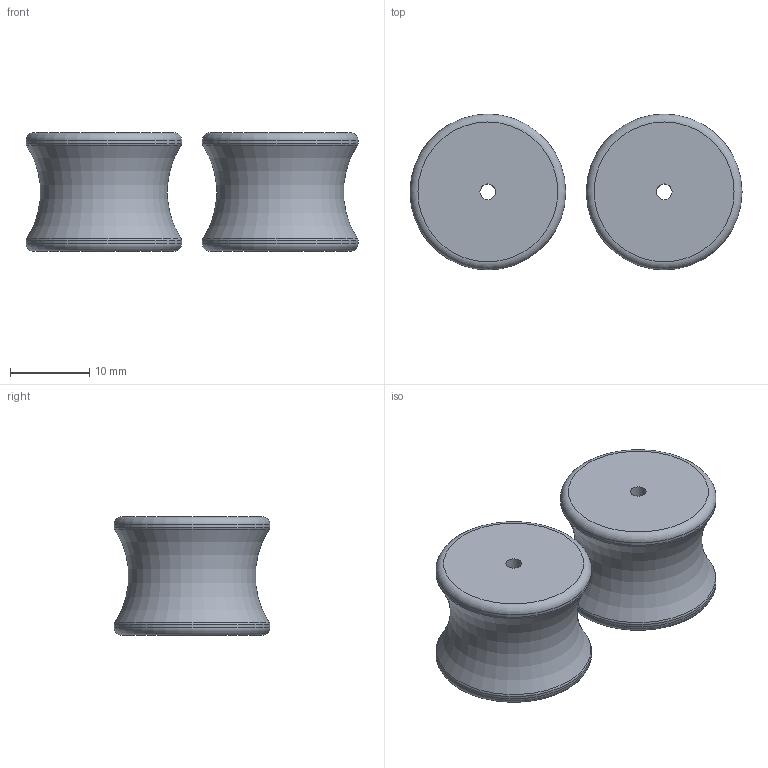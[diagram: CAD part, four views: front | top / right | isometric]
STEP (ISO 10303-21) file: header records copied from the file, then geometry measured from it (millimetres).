
FILE_DESCRIPTION(/* description */ (''),/* implementation_level */ '2;1');
FILE_NAME(/* name */ 'FTWFlywheels.step',/* time_stamp */ '2019-01-14T18:22:53-06:00',/* author */ (''),/* organization */ (''),/* preprocessor_version */ 'ST-DEVELOPER v17.2',/* originating_system */ 'Autodesk Translation Framework v7.6.0.251',/* authorisation */ '');
FILE_SCHEMA (('AUTOMOTIVE_DESIGN { 1 0 10303 214 3 1 1 }'));
Length unit declared in the file: millimetre
Products named in the file (1): FTWFlywheels
Bounding box: 41.94 x 19.67 x 15 mm (x, y, z)
Volume: 7260.9 mm3; surface area: 3031.4 mm2
Topology: 2 solids, 2 shells, 20 faces, 41 edges, 25 vertices
Faces by surface type: torus 10, cylinder 6, plane 4
Full cylindrical faces by diameter (mm): 2 x2, 19.67 x4
Entity records: 591 total; most frequent: DIRECTION 118, CARTESIAN_POINT 87, ORIENTED_EDGE 82, AXIS2_PLACEMENT_3D 56, EDGE_CURVE 41, CIRCLE 35, VERTEX_POINT 25, EDGE_LOOP 24
